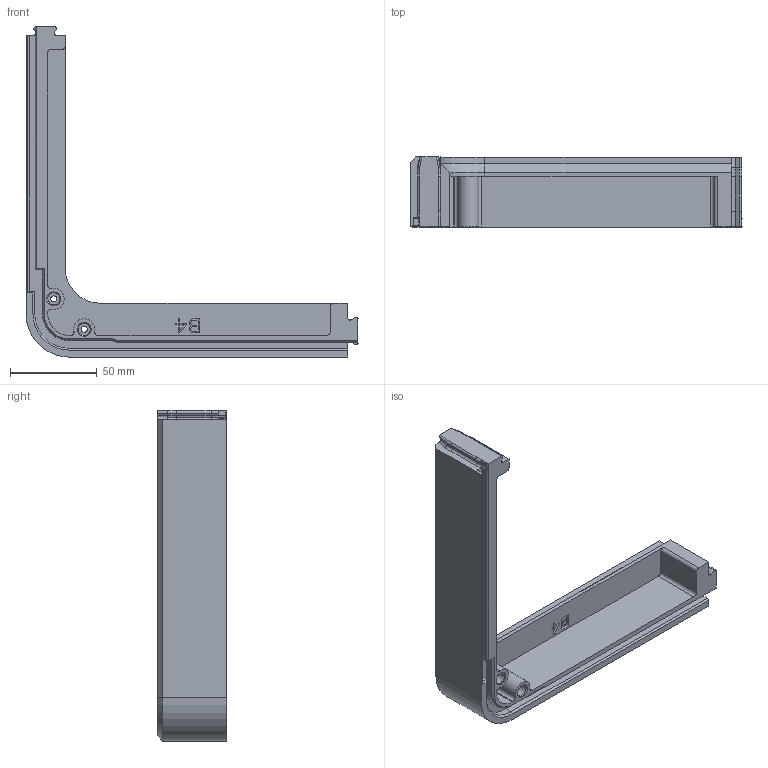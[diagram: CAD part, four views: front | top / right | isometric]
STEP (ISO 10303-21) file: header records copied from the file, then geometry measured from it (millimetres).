
FILE_DESCRIPTION(/* description */ ('STEP AP214'),/* implementation_level */ '2;1');
FILE_NAME(/* name */ 'B4.step',/* time_stamp */ '2025-08-20T08:59:26+05:00',/* author */ (''),/* organization */ (''),/* preprocessor_version */ 'ST-DEVELOPER v20.1',/* originating_system */ 'Autodesk Translation Framework v14.10.0.0',/* authorisation */ '');
FILE_SCHEMA (('AUTOMOTIVE_DESIGN { 1 0 10303 214 3 1 1 }'));
Length unit declared in the file: millimetre
Products named in the file (1): B4
Bounding box: 191.01 x 40 x 190 mm (x, y, z)
Volume: 226341 mm3; surface area: 53493.9 mm2
Topology: 1 solids, 1 shells, 189 faces, 511 edges, 331 vertices
Faces by surface type: plane 117, cylinder 32, bspline 30, cone 10
Full cylindrical faces by diameter (mm): 3.5 x2, 6 x2, 7 x2
Entity records: 6538 total; most frequent: CARTESIAN_POINT 1807, ORIENTED_EDGE 1022, DIRECTION 909, EDGE_CURVE 511, LINE 381, VECTOR 381, VERTEX_POINT 331, AXIS2_PLACEMENT_3D 264
